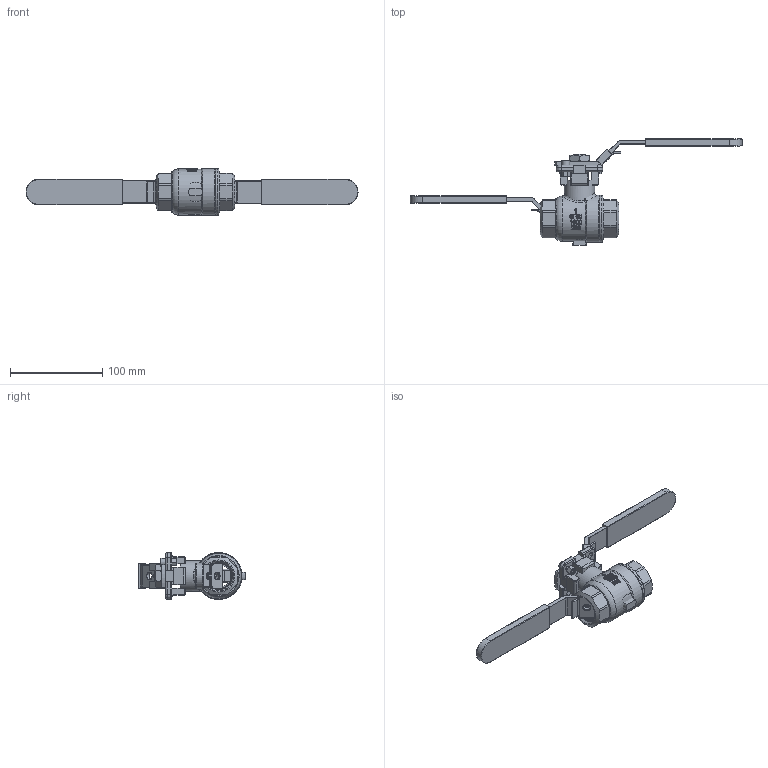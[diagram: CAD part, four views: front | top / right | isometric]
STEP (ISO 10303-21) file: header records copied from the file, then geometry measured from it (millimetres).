
FILE_DESCRIPTION( ( 'Unknown' ), '1' );
FILE_NAME( '8.650.025.stp', 'Unknown', ( 'Unknown' ), ( 'Unknown' ), 'PSStep 13.0', 'Unknown', ' ' );
FILE_SCHEMA( ( 'AUTOMOTIVE_DESIGN { 1 0 10303 214 1 1 1 1 }' ) );
Length unit declared in the file: millimetre
Products named in the file (10): Griff_DN25; Assem1; 8.650.025; Schließlasche_DN25; Spindel_DN25; KV-L20 1-1000WOG 2PC ________________ __; hex thin nuts grades ab gb_GB_FASTENER_NUT_STNABTT M14X1.5-N; socket head cap screw_iso_ISO 4762 M5 x 12 --- 12N; hex nut gradec_iso_Hexagon Nut ISO - 4034 - M5 - N
Bounding box: 359.97 x 115.79 x 50.8 mm (x, y, z)
Volume: 435150.4 mm3; surface area: 192353.2 mm2
Topology: 18 solids, 21 shells, 2132 faces, 5764 edges, 3787 vertices
Faces by surface type: plane 947, cylinder 583, bspline 306, cone 166, torus 118, sphere 12
Full cylindrical faces by diameter (mm): 4.2 x2, 5 x4, 8.2 x9, 8.5 x2, 12.376 x2, 14 x3, 15.008 x3, 20.883 x3, 25 x3, 27.483 x3, 28.5 x54, 33 x6, 42 x3, 50.8 x6
Entity records: 59384 total; most frequent: CARTESIAN_POINT 37091, ORIENTED_EDGE 3690, DIRECTION 3065, EDGE_CURVE 1845, VERTEX_POINT 1267, AXIS2_PLACEMENT_3D 1107, LINE 851, VECTOR 851
